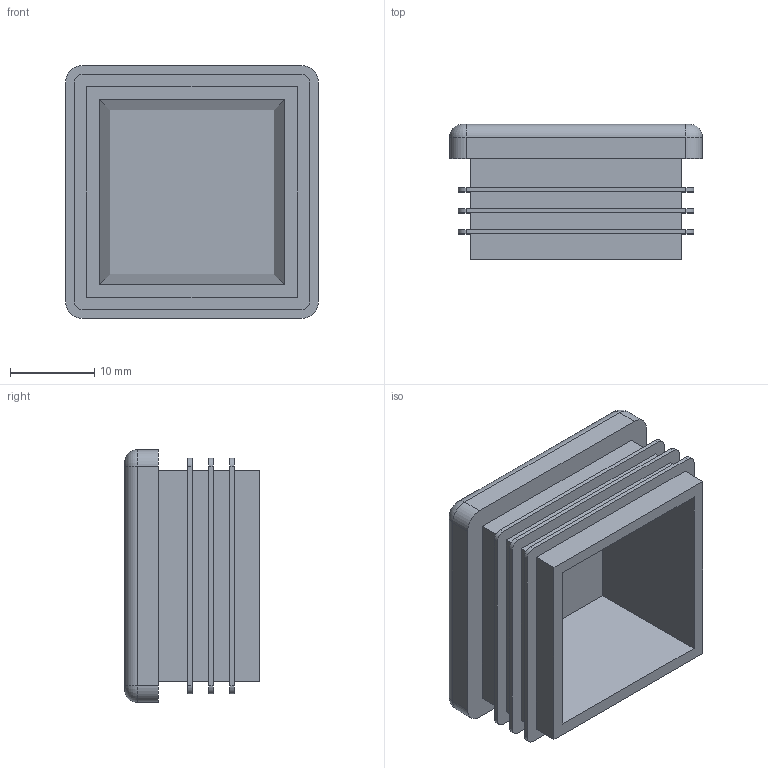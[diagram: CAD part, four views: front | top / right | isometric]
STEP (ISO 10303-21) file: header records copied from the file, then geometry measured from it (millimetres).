
FILE_DESCRIPTION (( 'STEP AP214' ), '1' );
FILE_NAME ('T77700.STEP', '2023-06-08T14:36:58', ( '' ), ( '' ), 'SwSTEP 2.0', 'SolidWorks 2022', '' );
FILE_SCHEMA (( 'AUTOMOTIVE_DESIGN' ));
Length unit declared in the file: millimetre
Products named in the file (1): T77700
Bounding box: 30 x 16 x 30 mm (x, y, z)
Volume: 5180.5 mm3; surface area: 5420.9 mm2
Topology: 1 solids, 1 shells, 70 faces, 172 edges, 112 vertices
Faces by surface type: plane 46, cylinder 20, torus 4
Entity records: 2090 total; most frequent: DIRECTION 358, CARTESIAN_POINT 355, ORIENTED_EDGE 344, EDGE_CURVE 172, LINE 128, VECTOR 128, AXIS2_PLACEMENT_3D 115, VERTEX_POINT 112
